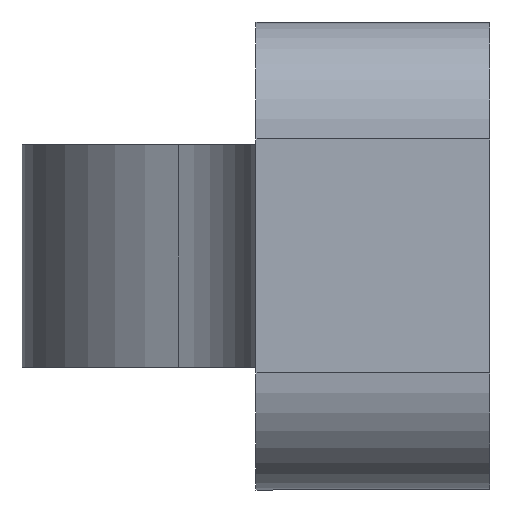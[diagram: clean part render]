
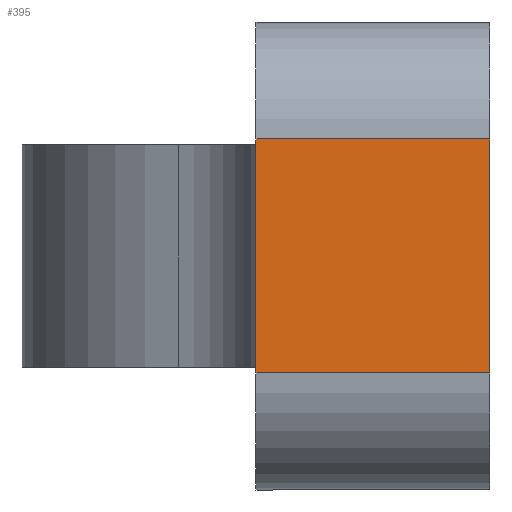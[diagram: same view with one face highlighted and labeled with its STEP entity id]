
A CAD part, front view. The second image highlights one B-rep face of the part: STEP entity #395.
In plain terms, the highlighted planar face has unit normal (0, -1, 0).
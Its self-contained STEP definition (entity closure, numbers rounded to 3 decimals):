
#19=PLANE('',#432);
#31=FACE_OUTER_BOUND('',#52,.T.);
#52=EDGE_LOOP('',(#272,#273,#274,#275));
#77=LINE('',#603,#114);
#78=LINE('',#606,#115);
#79=LINE('',#608,#116);
#80=LINE('',#609,#117);
#114=VECTOR('',#480,10.);
#115=VECTOR('',#483,10.);
#116=VECTOR('',#484,10.);
#117=VECTOR('',#485,10.);
#171=VERTEX_POINT('',#596);
#174=VERTEX_POINT('',#601);
#175=VERTEX_POINT('',#605);
#176=VERTEX_POINT('',#607);
#213=EDGE_CURVE('',#174,#171,#77,.T.);
#214=EDGE_CURVE('',#175,#174,#78,.T.);
#215=EDGE_CURVE('',#176,#175,#79,.T.);
#216=EDGE_CURVE('',#176,#171,#80,.T.);
#272=ORIENTED_EDGE('',*,*,#213,.F.);
#273=ORIENTED_EDGE('',*,*,#214,.F.);
#274=ORIENTED_EDGE('',*,*,#215,.F.);
#275=ORIENTED_EDGE('',*,*,#216,.T.);
#395=ADVANCED_FACE('',(#31),#19,.T.);
#432=AXIS2_PLACEMENT_3D('',#604,#481,#482);
#480=DIRECTION('',(-1.,0.,0.));
#481=DIRECTION('center_axis',(0.,-1.,0.));
#482=DIRECTION('ref_axis',(0.,0.,1.));
#483=DIRECTION('',(0.,0.,-1.));
#484=DIRECTION('',(1.,0.,0.));
#485=DIRECTION('',(0.,0.,-1.));
#596=CARTESIAN_POINT('',(-36.5,-20.,11.));
#601=CARTESIAN_POINT('',(-30.5,-20.,11.));
#603=CARTESIAN_POINT('',(-30.5,-20.,11.));
#604=CARTESIAN_POINT('Origin',(-30.5,-20.,8.));
#605=CARTESIAN_POINT('',(-30.5,-20.,17.));
#606=CARTESIAN_POINT('',(-30.5,-20.,20.));
#607=CARTESIAN_POINT('',(-36.5,-20.,17.));
#608=CARTESIAN_POINT('',(-30.5,-20.,17.));
#609=CARTESIAN_POINT('',(-36.5,-20.,11.));
